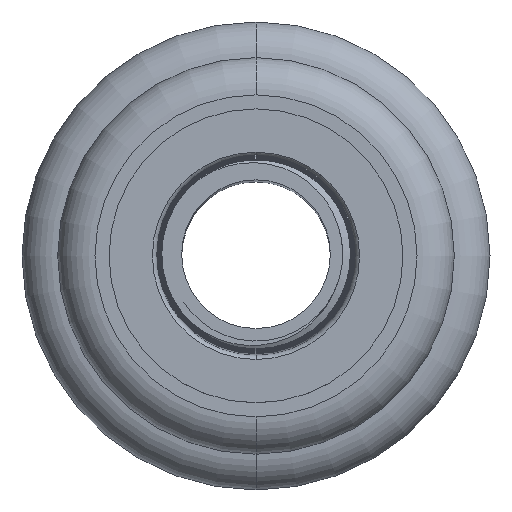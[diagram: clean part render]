
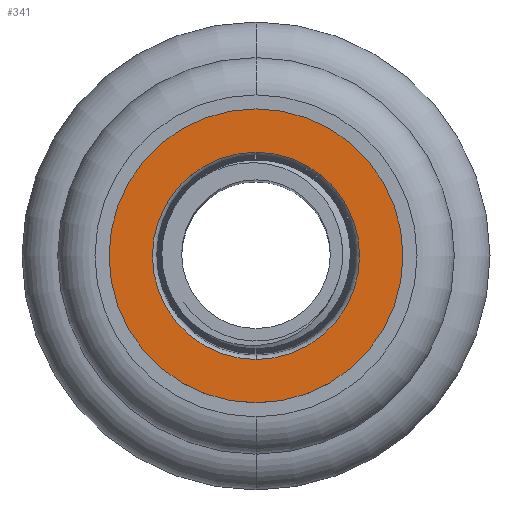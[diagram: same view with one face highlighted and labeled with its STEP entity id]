
A CAD part, top view. The second image highlights one B-rep face of the part: STEP entity #341.
In plain terms, the highlighted planar face has unit normal (0, 0, 1).
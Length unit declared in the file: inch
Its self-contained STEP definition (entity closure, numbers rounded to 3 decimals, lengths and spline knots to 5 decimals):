
#80=CARTESIAN_POINT('',(0.,0.,0.437));
#81=DIRECTION('',(0.,0.,1.));
#82=DIRECTION('',(0.,1.,0.));
#83=AXIS2_PLACEMENT_3D('',#80,#81,#82);
#85=CARTESIAN_POINT('',(0.,0.,0.437));
#86=DIRECTION('',(0.,0.,-1.));
#87=DIRECTION('',(0.,1.,0.));
#88=AXIS2_PLACEMENT_3D('',#85,#86,#87);
#90=CARTESIAN_POINT('',(0.,0.,0.437));
#91=DIRECTION('',(0.,0.,1.));
#92=DIRECTION('',(0.,1.,0.));
#93=AXIS2_PLACEMENT_3D('',#90,#91,#92);
#95=CARTESIAN_POINT('',(0.,0.,0.437));
#96=DIRECTION('',(0.,0.,1.));
#97=DIRECTION('',(0.,-1.,0.));
#98=AXIS2_PLACEMENT_3D('',#95,#96,#97);
#171=CARTESIAN_POINT('',(0.,0.741,0.437));
#173=VERTEX_POINT('',#171);
#181=CARTESIAN_POINT('',(0.,-0.741,0.437));
#183=VERTEX_POINT('',#181);
#204=CARTESIAN_POINT('',(0.,0.5225,0.437));
#205=CARTESIAN_POINT('',(0.,-0.5225,0.437));
#206=VERTEX_POINT('',#204);
#207=VERTEX_POINT('',#205);
#326=CARTESIAN_POINT('',(0.,0.,0.437));
#327=DIRECTION('',(0.,0.,-1.));
#328=DIRECTION('',(0.,-1.,0.));
#329=AXIS2_PLACEMENT_3D('',#326,#327,#328);
#330=PLANE('',#329);
#331=ORIENTED_EDGE('',*,*,#305,.F.);
#332=ORIENTED_EDGE('',*,*,#321,.T.);
#333=EDGE_LOOP('',(#331,#332));
#334=FACE_OUTER_BOUND('',#333,.F.);
#336=ORIENTED_EDGE('',*,*,#335,.T.);
#338=ORIENTED_EDGE('',*,*,#337,.T.);
#339=EDGE_LOOP('',(#336,#338));
#340=FACE_BOUND('',#339,.F.);
#341=ADVANCED_FACE('',(#334,#340),#330,.F.);
#84=CIRCLE('',#83,0.741);
#89=CIRCLE('',#88,0.741);
#94=CIRCLE('',#93,0.5225);
#99=CIRCLE('',#98,0.5225);
#305=EDGE_CURVE('',#173,#183,#84,.T.);
#321=EDGE_CURVE('',#173,#183,#89,.T.);
#335=EDGE_CURVE('',#206,#207,#94,.T.);
#337=EDGE_CURVE('',#207,#206,#99,.T.);
